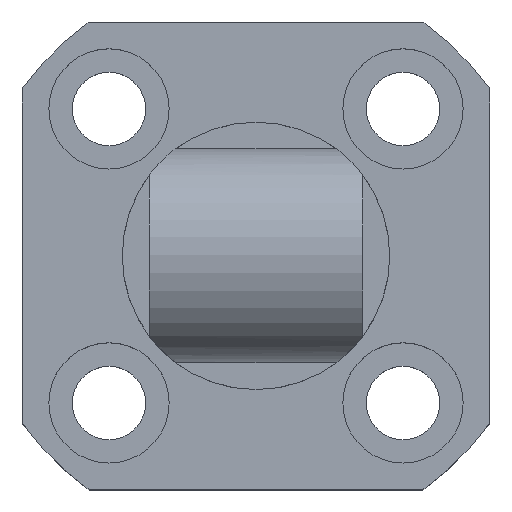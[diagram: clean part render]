
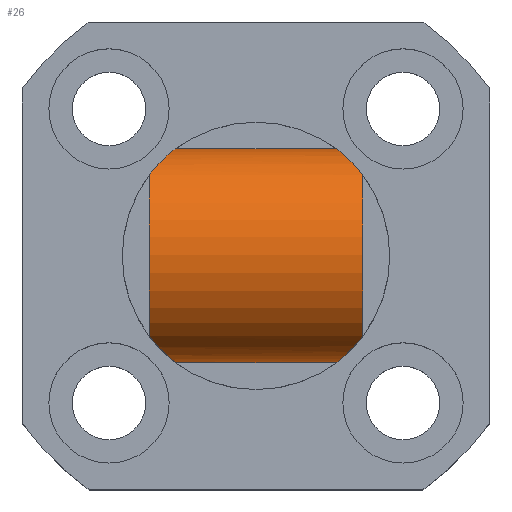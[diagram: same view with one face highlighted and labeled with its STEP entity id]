
A CAD part, top view. The second image highlights one B-rep face of the part: STEP entity #26.
In plain terms, the highlighted cylindrical face has radius 8 mm (diameter 16 mm), a partial arc.
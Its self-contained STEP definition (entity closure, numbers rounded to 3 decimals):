
#3 = ORIENTED_EDGE ( 'NONE', *, *, #18, .T. ) ;
#4 = ORIENTED_EDGE ( 'NONE', *, *, #1422, .T. ) ;
#18 = EDGE_CURVE ( 'NONE', #1430, #1447, #71, .T. ) ;
#26 = ADVANCED_FACE ( 'NONE', ( #195 ), #194, .T. ) ;
#27 = EDGE_LOOP ( 'NONE', ( #131, #132, #4, #3, #124, #125, #126, #567 ) ) ;
#68 = DIRECTION ( 'NONE',  ( 1., 0., 0. ) ) ;
#69 = VECTOR ( 'NONE', #68, 1000. ) ;
#70 = CARTESIAN_POINT ( 'NONE',  ( -17.5, -8., 21. ) ) ;
#71 = LINE ( 'NONE', #70, #69 ) ;
#124 = ORIENTED_EDGE ( 'NONE', *, *, #1446, .T. ) ;
#125 = ORIENTED_EDGE ( 'NONE', *, *, #1350, .F. ) ;
#126 = ORIENTED_EDGE ( 'NONE', *, *, #1358, .T. ) ;
#131 = ORIENTED_EDGE ( 'NONE', *, *, #1373, .T. ) ;
#132 = ORIENTED_EDGE ( 'NONE', *, *, #1441, .F. ) ;
#189 = DIRECTION ( 'NONE',  ( 0., 0., -1. ) ) ;
#190 = DIRECTION ( 'NONE',  ( 1., 0., 0. ) ) ;
#191 = AXIS2_PLACEMENT_3D ( 'NONE', #193, #190, #189 ) ;
#193 = CARTESIAN_POINT ( 'NONE',  ( -17.5, 0., 21. ) ) ;
#194 = CYLINDRICAL_SURFACE ( 'NONE', #191, 8. ) ;
#195 = FACE_OUTER_BOUND ( 'NONE', #27, .T. ) ;
#567 = ORIENTED_EDGE ( 'NONE', *, *, #1347, .F. ) ;
#790 = CARTESIAN_POINT ( 'NONE',  ( -8., 6., 26.292 ) ) ;
#791 = CARTESIAN_POINT ( 'NONE',  ( -7.773, 6.303, 25.948 ) ) ;
#792 = CARTESIAN_POINT ( 'NONE',  ( -7.542, 6.575, 25.581 ) ) ;
#793 = CARTESIAN_POINT ( 'NONE',  ( -7.203, 6.938, 24.989 ) ) ;
#794 = CARTESIAN_POINT ( 'NONE',  ( -7.091, 7.053, 24.784 ) ) ;
#795 = CARTESIAN_POINT ( 'NONE',  ( -6.876, 7.262, 24.364 ) ) ;
#796 = CARTESIAN_POINT ( 'NONE',  ( -6.773, 7.358, 24.149 ) ) ;
#797 = CARTESIAN_POINT ( 'NONE',  ( -6.579, 7.532, 23.707 ) ) ;
#798 = CARTESIAN_POINT ( 'NONE',  ( -6.489, 7.61, 23.48 ) ) ;
#799 = CARTESIAN_POINT ( 'NONE',  ( -6.324, 7.747, 23.012 ) ) ;
#800 = CARTESIAN_POINT ( 'NONE',  ( -6.251, 7.806, 22.768 ) ) ;
#801 = CARTESIAN_POINT ( 'NONE',  ( -6.069, 7.95, 22.028 ) ) ;
#802 = CARTESIAN_POINT ( 'NONE',  ( -6., 8., 21.522 ) ) ;
#803 = CARTESIAN_POINT ( 'NONE',  ( -6., 8., 21. ) ) ;
#807 = B_SPLINE_CURVE_WITH_KNOTS ( 'NONE', 3,
 ( #803, #802, #801, #800, #799, #798, #797, #796, #795, #794, #793, #792, #791, #790 ),
 .UNSPECIFIED., .F., .F.,
 ( 4, 2, 2, 2, 2, 2, 4 ),
 ( 0., 0.002, 0.002, 0.003, 0.004, 0.005, 0.006 ),
 .UNSPECIFIED. ) ;
#808 = CARTESIAN_POINT ( 'NONE',  ( -6., 8., 21. ) ) ;
#847 = B_SPLINE_CURVE_WITH_KNOTS ( 'NONE', 3,
 ( #906, #905, #904, #903, #902, #901, #900, #899, #898, #897, #896, #895 ),
 .UNSPECIFIED., .F., .F.,
 ( 4, 2, 2, 2, 2, 4 ),
 ( 0.007, 0.009, 0.01, 0.012, 0.012, 0.013 ),
 .UNSPECIFIED. ) ;
#848 = CARTESIAN_POINT ( 'NONE',  ( 6., 8., 21. ) ) ;
#854 = DIRECTION ( 'NONE',  ( 0., 0., -1. ) ) ;
#855 = DIRECTION ( 'NONE',  ( 1., 0., 0. ) ) ;
#856 = CARTESIAN_POINT ( 'NONE',  ( 8., 0., 21. ) ) ;
#857 = AXIS2_PLACEMENT_3D ( 'NONE', #856, #855, #854 ) ;
#858 = CIRCLE ( 'NONE', #857, 8. ) ;
#859 = DIRECTION ( 'NONE',  ( 1., 0., 0. ) ) ;
#860 = VECTOR ( 'NONE', #859, 1000. ) ;
#861 = CARTESIAN_POINT ( 'NONE',  ( -17.5, 8., 21. ) ) ;
#865 = LINE ( 'NONE', #861, #860 ) ;
#895 = CARTESIAN_POINT ( 'NONE',  ( 6., 8., 21. ) ) ;
#896 = CARTESIAN_POINT ( 'NONE',  ( 6., 8., 21.261 ) ) ;
#897 = CARTESIAN_POINT ( 'NONE',  ( 6.017, 7.987, 21.521 ) ) ;
#898 = CARTESIAN_POINT ( 'NONE',  ( 6.083, 7.937, 22.033 ) ) ;
#899 = CARTESIAN_POINT ( 'NONE',  ( 6.131, 7.9, 22.283 ) ) ;
#900 = CARTESIAN_POINT ( 'NONE',  ( 6.312, 7.757, 23.018 ) ) ;
#901 = CARTESIAN_POINT ( 'NONE',  ( 6.485, 7.617, 23.492 ) ) ;
#902 = CARTESIAN_POINT ( 'NONE',  ( 6.873, 7.268, 24.376 ) ) ;
#903 = CARTESIAN_POINT ( 'NONE',  ( 7.089, 7.061, 24.789 ) ) ;
#904 = CARTESIAN_POINT ( 'NONE',  ( 7.537, 6.58, 25.573 ) ) ;
#905 = CARTESIAN_POINT ( 'NONE',  ( 7.772, 6.304, 25.946 ) ) ;
#906 = CARTESIAN_POINT ( 'NONE',  ( 8., 6., 26.292 ) ) ;
#910 = CARTESIAN_POINT ( 'NONE',  ( 8., 6., 26.292 ) ) ;
#1020 = CARTESIAN_POINT ( 'NONE',  ( -8., 6., 26.292 ) ) ;
#1065 = CARTESIAN_POINT ( 'NONE',  ( -8., -6., 26.292 ) ) ;
#1066 = B_SPLINE_CURVE_WITH_KNOTS ( 'NONE', 3,
 ( #1150, #1149, #1148, #1147, #1146, #1145, #1144, #1143, #1142, #1141, #1140, #1139 ),
 .UNSPECIFIED., .F., .F.,
 ( 4, 2, 2, 2, 2, 4 ),
 ( 0.007, 0.009, 0.01, 0.012, 0.012, 0.013 ),
 .UNSPECIFIED. ) ;
#1114 = CARTESIAN_POINT ( 'NONE',  ( 8., -6., 26.292 ) ) ;
#1115 = CARTESIAN_POINT ( 'NONE',  ( 7.773, -6.303, 25.948 ) ) ;
#1116 = CARTESIAN_POINT ( 'NONE',  ( 7.542, -6.575, 25.581 ) ) ;
#1117 = CARTESIAN_POINT ( 'NONE',  ( 7.203, -6.938, 24.989 ) ) ;
#1118 = CARTESIAN_POINT ( 'NONE',  ( 7.091, -7.053, 24.784 ) ) ;
#1128 = CARTESIAN_POINT ( 'NONE',  ( -6., -8., 21. ) ) ;
#1139 = CARTESIAN_POINT ( 'NONE',  ( -6., -8., 21. ) ) ;
#1140 = CARTESIAN_POINT ( 'NONE',  ( -6., -8., 21.261 ) ) ;
#1141 = CARTESIAN_POINT ( 'NONE',  ( -6.017, -7.987, 21.521 ) ) ;
#1142 = CARTESIAN_POINT ( 'NONE',  ( -6.083, -7.937, 22.033 ) ) ;
#1143 = CARTESIAN_POINT ( 'NONE',  ( -6.131, -7.9, 22.283 ) ) ;
#1144 = CARTESIAN_POINT ( 'NONE',  ( -6.312, -7.757, 23.018 ) ) ;
#1145 = CARTESIAN_POINT ( 'NONE',  ( -6.485, -7.617, 23.492 ) ) ;
#1146 = CARTESIAN_POINT ( 'NONE',  ( -6.873, -7.268, 24.376 ) ) ;
#1147 = CARTESIAN_POINT ( 'NONE',  ( -7.089, -7.061, 24.789 ) ) ;
#1148 = CARTESIAN_POINT ( 'NONE',  ( -7.537, -6.58, 25.573 ) ) ;
#1149 = CARTESIAN_POINT ( 'NONE',  ( -7.772, -6.304, 25.946 ) ) ;
#1150 = CARTESIAN_POINT ( 'NONE',  ( -8., -6., 26.292 ) ) ;
#1169 = CARTESIAN_POINT ( 'NONE',  ( 6.876, -7.262, 24.364 ) ) ;
#1170 = CARTESIAN_POINT ( 'NONE',  ( 6.773, -7.358, 24.149 ) ) ;
#1171 = CARTESIAN_POINT ( 'NONE',  ( 6.579, -7.532, 23.707 ) ) ;
#1172 = CARTESIAN_POINT ( 'NONE',  ( 6.489, -7.61, 23.48 ) ) ;
#1173 = CARTESIAN_POINT ( 'NONE',  ( 6.324, -7.747, 23.012 ) ) ;
#1174 = CARTESIAN_POINT ( 'NONE',  ( 6.251, -7.806, 22.768 ) ) ;
#1175 = CARTESIAN_POINT ( 'NONE',  ( 6.069, -7.95, 22.028 ) ) ;
#1176 = CARTESIAN_POINT ( 'NONE',  ( 6., -8., 21.522 ) ) ;
#1177 = CARTESIAN_POINT ( 'NONE',  ( 6., -8., 21. ) ) ;
#1181 = B_SPLINE_CURVE_WITH_KNOTS ( 'NONE', 3,
 ( #1177, #1176, #1175, #1174, #1173, #1172, #1171, #1170, #1169, #1118, #1117, #1116, #1115, #1114 ),
 .UNSPECIFIED., .F., .F.,
 ( 4, 2, 2, 2, 2, 2, 4 ),
 ( 0., 0.002, 0.002, 0.003, 0.004, 0.005, 0.006 ),
 .UNSPECIFIED. ) ;
#1183 = CARTESIAN_POINT ( 'NONE',  ( 6., -8., 21. ) ) ;
#1184 = CARTESIAN_POINT ( 'NONE',  ( 8., -6., 26.292 ) ) ;
#1186 = DIRECTION ( 'NONE',  ( 0., 0., 1. ) ) ;
#1187 = DIRECTION ( 'NONE',  ( -1., 0., 0. ) ) ;
#1188 = AXIS2_PLACEMENT_3D ( 'NONE', #1195, #1187, #1186 ) ;
#1189 = CIRCLE ( 'NONE', #1188, 8. ) ;
#1195 = CARTESIAN_POINT ( 'NONE',  ( -8., 0., 21. ) ) ;
#1330 = VERTEX_POINT ( 'NONE', #1020 ) ;
#1347 = EDGE_CURVE ( 'NONE', #1374, #1356, #865, .T. ) ;
#1350 = EDGE_CURVE ( 'NONE', #1359, #1444, #858, .T. ) ;
#1356 = VERTEX_POINT ( 'NONE', #848 ) ;
#1358 = EDGE_CURVE ( 'NONE', #1359, #1356, #847, .T. ) ;
#1359 = VERTEX_POINT ( 'NONE', #910 ) ;
#1373 = EDGE_CURVE ( 'NONE', #1374, #1330, #807, .T. ) ;
#1374 = VERTEX_POINT ( 'NONE', #808 ) ;
#1422 = EDGE_CURVE ( 'NONE', #1423, #1430, #1066, .T. ) ;
#1423 = VERTEX_POINT ( 'NONE', #1065 ) ;
#1430 = VERTEX_POINT ( 'NONE', #1128 ) ;
#1441 = EDGE_CURVE ( 'NONE', #1423, #1330, #1189, .T. ) ;
#1444 = VERTEX_POINT ( 'NONE', #1184 ) ;
#1446 = EDGE_CURVE ( 'NONE', #1447, #1444, #1181, .T. ) ;
#1447 = VERTEX_POINT ( 'NONE', #1183 ) ;
